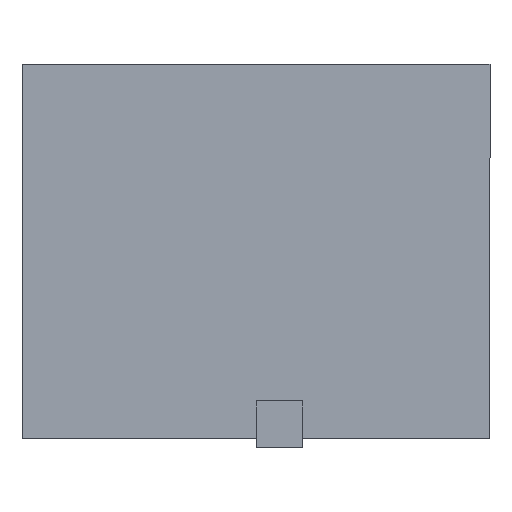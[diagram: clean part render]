
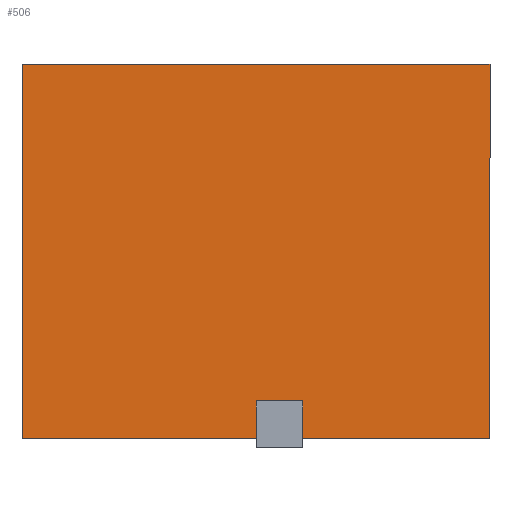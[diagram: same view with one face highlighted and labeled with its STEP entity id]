
A CAD part, top view. The second image highlights one B-rep face of the part: STEP entity #506.
In plain terms, the highlighted planar face has unit normal (0, 0, 1).
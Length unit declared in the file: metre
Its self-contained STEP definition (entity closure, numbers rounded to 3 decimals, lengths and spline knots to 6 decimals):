
#377 = VERTEX_POINT('',#378);
#378 = CARTESIAN_POINT('',(0.,0.,0.03));
#384 = EDGE_CURVE('',#377,#385,#387,.T.);
#385 = VERTEX_POINT('',#386);
#386 = CARTESIAN_POINT('',(1.,0.,0.03));
#387 = LINE('',#388,#389);
#388 = CARTESIAN_POINT('',(0.,0.,0.03));
#389 = VECTOR('',#390,1.);
#390 = DIRECTION('',(1.,0.,0.));
#415 = EDGE_CURVE('',#385,#416,#418,.T.);
#416 = VERTEX_POINT('',#417);
#417 = CARTESIAN_POINT('',(1.,0.8,0.03));
#418 = LINE('',#419,#420);
#419 = CARTESIAN_POINT('',(1.,0.,0.03));
#420 = VECTOR('',#421,1.);
#421 = DIRECTION('',(0.,1.,0.));
#446 = EDGE_CURVE('',#416,#447,#449,.T.);
#447 = VERTEX_POINT('',#448);
#448 = CARTESIAN_POINT('',(0.,0.8,0.03));
#449 = LINE('',#450,#451);
#450 = CARTESIAN_POINT('',(1.,0.8,0.03));
#451 = VECTOR('',#452,1.);
#452 = DIRECTION('',(-1.,0.,0.));
#477 = EDGE_CURVE('',#447,#377,#478,.T.);
#478 = LINE('',#479,#480);
#479 = CARTESIAN_POINT('',(0.,0.8,0.03));
#480 = VECTOR('',#481,1.);
#481 = DIRECTION('',(0.,-1.,0.));
#506 = ADVANCED_FACE('',(#507),#513,.T.);
#507 = FACE_BOUND('',#508,.T.);
#508 = EDGE_LOOP('',(#509,#510,#511,#512));
#509 = ORIENTED_EDGE('',*,*,#384,.T.);
#510 = ORIENTED_EDGE('',*,*,#415,.T.);
#511 = ORIENTED_EDGE('',*,*,#446,.T.);
#512 = ORIENTED_EDGE('',*,*,#477,.T.);
#513 = PLANE('',#514);
#514 = AXIS2_PLACEMENT_3D('',#515,#516,#517);
#515 = CARTESIAN_POINT('',(0.5,0.4,0.03));
#516 = DIRECTION('',(0.,0.,1.));
#517 = DIRECTION('',(1.,0.,-0.));
